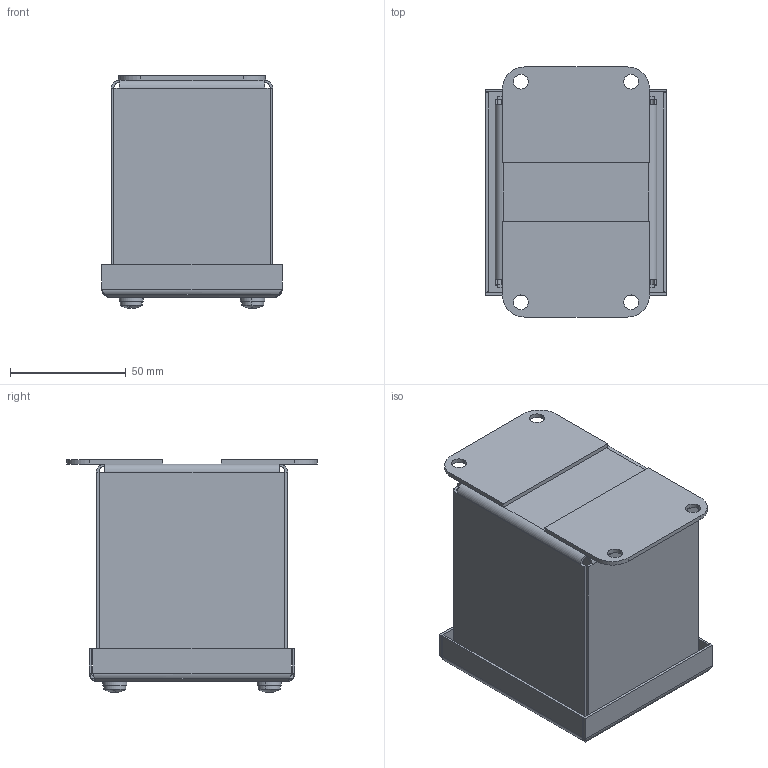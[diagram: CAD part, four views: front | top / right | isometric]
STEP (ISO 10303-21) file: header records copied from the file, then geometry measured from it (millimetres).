
FILE_DESCRIPTION (( 'STEP AP214' ), '1' );
FILE_NAME ('PBGX1SSA.STEP', '2021-09-23T17:40:03', ( '' ), ( '' ), 'SwSTEP 2.0', 'SolidWorks 2021', '' );
FILE_SCHEMA (( 'AUTOMOTIVE_DESIGN' ));
Length unit declared in the file: inch
Products named in the file (1): PBGX1SSA
Bounding box: 77.79 x 107.95 x 100.44 mm (x, y, z)
Volume: 79335.7 mm3; surface area: 116213.7 mm2
Topology: 19 solids, 21 shells, 718 faces, 1824 edges, 1160 vertices
Faces by surface type: plane 318, cylinder 248, cone 88, bspline 64
Entity records: 42858 total; most frequent: CARTESIAN_POINT 16749, ORIENTED_EDGE 3632, DIRECTION 3122, EDGE_CURVE 1816, VERTEX_POINT 1160, AXIS2_PLACEMENT_3D 1107, LINE 908, VECTOR 908
